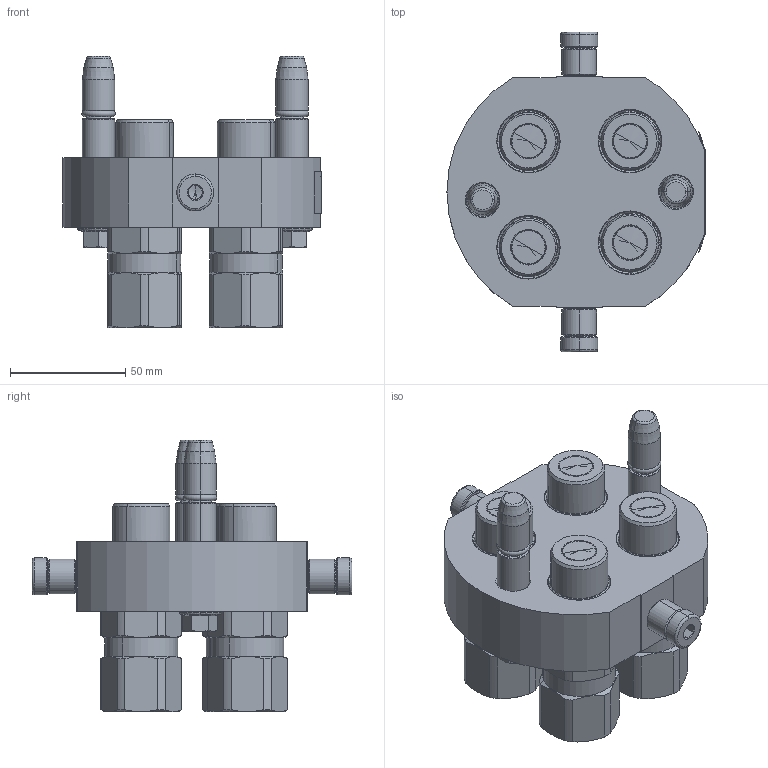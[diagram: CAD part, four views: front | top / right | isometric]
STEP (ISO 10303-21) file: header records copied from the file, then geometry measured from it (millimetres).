
FILE_DESCRIPTION (( 'STEP AP214' ), '1' );
FILE_NAME ('FASTER.step', '2025-11-04T09:45:37', ( '' ), ( '' ), 'SwSTEP 2.0', 'SolidWorks 2017', '' );
FILE_SCHEMA (( 'AUTOMOTIVE_DESIGN' ));
Length unit declared in the file: millimetre
Products named in the file (10): P508_M_BASE; 1540_080_0008_000; 4830_028_1000_011; FASTER; 4830_021_0000_000; 2ffnp12gas_m2v; et002_piegata; 4830_013_3000_030; or2_62x9_19_m; 4830_010_0000_022
Assembly tree (17 placements, depth 3):
  FASTER
    P508_M_BASE
      4830_010_0000_022
      4830_013_3000_030  x2
      4830_028_1000_011  x2
      4830_021_0000_000  x2
      1540_080_0008_000  x2
      or2_62x9_19_m  x2
    2ffnp12gas_m2v  x4
    et002_piegata
Bounding box: 111.8 x 138.6 x 117.6 mm (x, y, z)
Volume: 137991.9 mm3; surface area: 145867.1 mm2
Topology: 9 solids, 28 shells, 2264 faces, 5843 edges, 3734 vertices
Faces by surface type: plane 1012, cone 468, cylinder 433, bspline 287, torus 64
Entity records: 42171 total; most frequent: CARTESIAN_POINT 13609, ORIENTED_EDGE 5832, DIRECTION 5500, EDGE_CURVE 2943, LINE 1902, VECTOR 1902, VERTEX_POINT 1893, AXIS2_PLACEMENT_3D 1799
